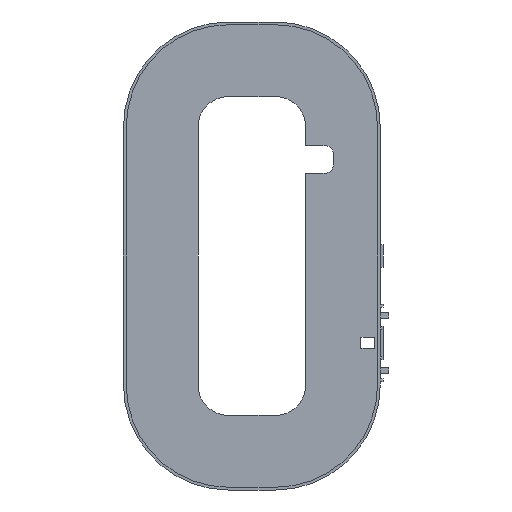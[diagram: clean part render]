
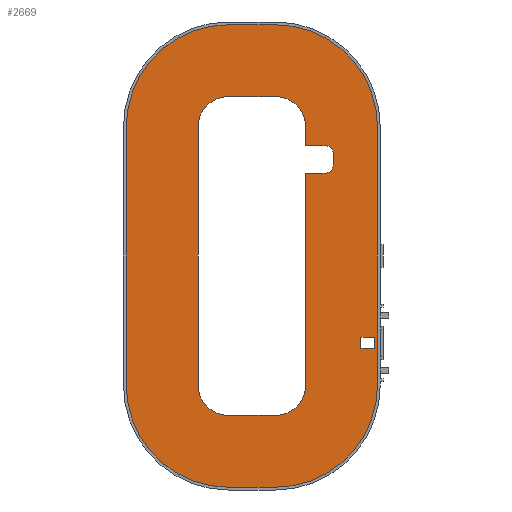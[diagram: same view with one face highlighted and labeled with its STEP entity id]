
A CAD part, front view. The second image highlights one B-rep face of the part: STEP entity #2669.
In plain terms, the highlighted planar face has unit normal (0, -1, 0).
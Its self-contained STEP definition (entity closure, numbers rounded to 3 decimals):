
#117=CIRCLE($,#2868,3.);
#118=CIRCLE($,#2871,3.);
#119=CIRCLE($,#2879,11.);
#120=CIRCLE($,#2880,11.);
#121=CIRCLE($,#2881,11.);
#122=CIRCLE($,#2882,11.);
#123=CIRCLE($,#2883,37.);
#124=CIRCLE($,#2884,37.);
#125=CIRCLE($,#2885,37.);
#126=CIRCLE($,#2886,37.);
#145=FACE_BOUND($,#413,.T.);
#146=FACE_BOUND($,#414,.T.);
#147=FACE_BOUND($,#415,.T.);
#413=EDGE_LOOP($,(#2287,#2288,#2289,#2290));
#414=EDGE_LOOP($,(#2291,#2292,#2293,#2294,#2295,#2296,#2297,#2298,#2299,
#2300,#2301,#2302,#2303,#2304));
#415=EDGE_LOOP($,(#2305,#2306,#2307,#2308,#2309,#2310,#2311,#2312));
#695=LINE($,#4316,#999);
#698=LINE($,#4324,#1002);
#699=LINE($,#4328,#1003);
#702=LINE($,#4333,#1006);
#704=LINE($,#4337,#1008);
#706=LINE($,#4340,#1010);
#707=LINE($,#4343,#1011);
#709=LINE($,#4347,#1013);
#710=LINE($,#4351,#1014);
#711=LINE($,#4355,#1015);
#712=LINE($,#4359,#1016);
#713=LINE($,#4362,#1017);
#714=LINE($,#4365,#1018);
#715=LINE($,#4369,#1019);
#716=LINE($,#4373,#1020);
#717=LINE($,#4377,#1021);
#999=VECTOR($,#3518,7.);
#1002=VECTOR($,#3527,4.);
#1003=VECTOR($,#3530,4.);
#1006=VECTOR($,#3535,5.);
#1008=VECTOR($,#3539,4.);
#1010=VECTOR($,#3543,5.);
#1011=VECTOR($,#3546,7.);
#1013=VECTOR($,#3550,76.75);
#1014=VECTOR($,#3553,17.);
#1015=VECTOR($,#3556,93.5);
#1016=VECTOR($,#3559,17.);
#1017=VECTOR($,#3562,6.75);
#1018=VECTOR($,#3563,17.);
#1019=VECTOR($,#3566,93.5);
#1020=VECTOR($,#3569,17.);
#1021=VECTOR($,#3572,93.5);
#1257=VERTEX_POINT($,#4308);
#1258=VERTEX_POINT($,#4310);
#1259=VERTEX_POINT($,#4314);
#1260=VERTEX_POINT($,#4318);
#1261=VERTEX_POINT($,#4320);
#1262=VERTEX_POINT($,#4326);
#1263=VERTEX_POINT($,#4327);
#1264=VERTEX_POINT($,#4332);
#1265=VERTEX_POINT($,#4336);
#1266=VERTEX_POINT($,#4342);
#1267=VERTEX_POINT($,#4346);
#1268=VERTEX_POINT($,#4348);
#1269=VERTEX_POINT($,#4350);
#1270=VERTEX_POINT($,#4352);
#1271=VERTEX_POINT($,#4354);
#1272=VERTEX_POINT($,#4356);
#1273=VERTEX_POINT($,#4358);
#1274=VERTEX_POINT($,#4360);
#1275=VERTEX_POINT($,#4363);
#1276=VERTEX_POINT($,#4364);
#1277=VERTEX_POINT($,#4366);
#1278=VERTEX_POINT($,#4368);
#1279=VERTEX_POINT($,#4370);
#1280=VERTEX_POINT($,#4372);
#1281=VERTEX_POINT($,#4374);
#1282=VERTEX_POINT($,#4376);
#1609=EDGE_CURVE($,#1257,#1258,#117,.T.);
#1612=EDGE_CURVE($,#1257,#1259,#695,.T.);
#1614=EDGE_CURVE($,#1260,#1261,#118,.T.);
#1616=EDGE_CURVE($,#1260,#1258,#698,.T.);
#1617=EDGE_CURVE($,#1262,#1263,#699,.T.);
#1620=EDGE_CURVE($,#1263,#1264,#702,.T.);
#1622=EDGE_CURVE($,#1264,#1265,#704,.T.);
#1624=EDGE_CURVE($,#1265,#1262,#706,.T.);
#1625=EDGE_CURVE($,#1266,#1261,#707,.T.);
#1627=EDGE_CURVE($,#1267,#1259,#709,.T.);
#1628=EDGE_CURVE($,#1267,#1268,#119,.T.);
#1629=EDGE_CURVE($,#1268,#1269,#710,.T.);
#1630=EDGE_CURVE($,#1270,#1269,#120,.T.);
#1631=EDGE_CURVE($,#1270,#1271,#711,.T.);
#1632=EDGE_CURVE($,#1271,#1272,#121,.T.);
#1633=EDGE_CURVE($,#1273,#1272,#712,.T.);
#1634=EDGE_CURVE($,#1274,#1273,#122,.T.);
#1635=EDGE_CURVE($,#1266,#1274,#713,.T.);
#1636=EDGE_CURVE($,#1275,#1276,#714,.T.);
#1637=EDGE_CURVE($,#1277,#1275,#123,.T.);
#1638=EDGE_CURVE($,#1277,#1278,#715,.T.);
#1639=EDGE_CURVE($,#1278,#1279,#124,.T.);
#1640=EDGE_CURVE($,#1279,#1280,#716,.T.);
#1641=EDGE_CURVE($,#1281,#1280,#125,.T.);
#1642=EDGE_CURVE($,#1282,#1281,#717,.T.);
#1643=EDGE_CURVE($,#1282,#1276,#126,.T.);
#2287=ORIENTED_EDGE($,*,*,#1622,.T.);
#2288=ORIENTED_EDGE($,*,*,#1624,.T.);
#2289=ORIENTED_EDGE($,*,*,#1617,.T.);
#2290=ORIENTED_EDGE($,*,*,#1620,.T.);
#2291=ORIENTED_EDGE($,*,*,#1625,.T.);
#2292=ORIENTED_EDGE($,*,*,#1614,.F.);
#2293=ORIENTED_EDGE($,*,*,#1616,.T.);
#2294=ORIENTED_EDGE($,*,*,#1609,.F.);
#2295=ORIENTED_EDGE($,*,*,#1612,.T.);
#2296=ORIENTED_EDGE($,*,*,#1627,.F.);
#2297=ORIENTED_EDGE($,*,*,#1628,.T.);
#2298=ORIENTED_EDGE($,*,*,#1629,.T.);
#2299=ORIENTED_EDGE($,*,*,#1630,.F.);
#2300=ORIENTED_EDGE($,*,*,#1631,.T.);
#2301=ORIENTED_EDGE($,*,*,#1632,.T.);
#2302=ORIENTED_EDGE($,*,*,#1633,.F.);
#2303=ORIENTED_EDGE($,*,*,#1634,.F.);
#2304=ORIENTED_EDGE($,*,*,#1635,.F.);
#2305=ORIENTED_EDGE($,*,*,#1636,.F.);
#2306=ORIENTED_EDGE($,*,*,#1637,.F.);
#2307=ORIENTED_EDGE($,*,*,#1638,.T.);
#2308=ORIENTED_EDGE($,*,*,#1639,.T.);
#2309=ORIENTED_EDGE($,*,*,#1640,.T.);
#2310=ORIENTED_EDGE($,*,*,#1641,.F.);
#2311=ORIENTED_EDGE($,*,*,#1642,.F.);
#2312=ORIENTED_EDGE($,*,*,#1643,.T.);
#2537=PLANE($,#2878);
#2669=ADVANCED_FACE($,(#145,#146,#147),#2537,.T.);
#2868=AXIS2_PLACEMENT_3D($,#4311,#3512,#3513);
#2871=AXIS2_PLACEMENT_3D($,#4321,#3522,#3523);
#2878=AXIS2_PLACEMENT_3D($,#4345,#3548,#3549);
#2879=AXIS2_PLACEMENT_3D($,#4349,#3551,#3552);
#2880=AXIS2_PLACEMENT_3D($,#4353,#3554,#3555);
#2881=AXIS2_PLACEMENT_3D($,#4357,#3557,#3558);
#2882=AXIS2_PLACEMENT_3D($,#4361,#3560,#3561);
#2883=AXIS2_PLACEMENT_3D($,#4367,#3564,#3565);
#2884=AXIS2_PLACEMENT_3D($,#4371,#3567,#3568);
#2885=AXIS2_PLACEMENT_3D($,#4375,#3570,#3571);
#2886=AXIS2_PLACEMENT_3D($,#4378,#3573,#3574);
#3512=DIRECTION('center_axis',(0.,-1.,0.));
#3513=DIRECTION('ref_axis',(0.707,0.,-0.707));
#3518=DIRECTION($,(-1.,0.,0.));
#3522=DIRECTION('center_axis',(0.,-1.,0.));
#3523=DIRECTION('ref_axis',(0.707,0.,0.707));
#3527=DIRECTION($,(0.,0.,-1.));
#3530=DIRECTION($,(0.,0.,-1.));
#3535=DIRECTION($,(-1.,0.,0.));
#3539=DIRECTION($,(0.,0.,1.));
#3543=DIRECTION($,(1.,0.,0.));
#3546=DIRECTION($,(1.,0.,0.));
#3548=DIRECTION('center_axis',(0.,-1.,0.));
#3549=DIRECTION('ref_axis',(1.,0.,0.));
#3550=DIRECTION($,(0.,0.,1.));
#3551=DIRECTION('center_axis',(0.,1.,0.));
#3552=DIRECTION('ref_axis',(1.,0.,0.));
#3553=DIRECTION($,(-1.,0.,0.));
#3554=DIRECTION('center_axis',(0.,-1.,0.));
#3555=DIRECTION('ref_axis',(-1.,0.,0.));
#3556=DIRECTION($,(0.,0.,1.));
#3557=DIRECTION('center_axis',(0.,1.,0.));
#3558=DIRECTION('ref_axis',(-1.,0.,0.));
#3559=DIRECTION($,(-1.,0.,0.));
#3560=DIRECTION('center_axis',(0.,-1.,0.));
#3561=DIRECTION('ref_axis',(1.,0.,0.));
#3562=DIRECTION($,(0.,0.,1.));
#3563=DIRECTION($,(-1.,0.,0.));
#3564=DIRECTION('center_axis',(0.,1.,0.));
#3565=DIRECTION('ref_axis',(1.,0.,0.));
#3566=DIRECTION($,(0.,0.,1.));
#3567=DIRECTION('center_axis',(0.,-1.,0.));
#3568=DIRECTION('ref_axis',(1.,0.,0.));
#3569=DIRECTION($,(-1.,0.,0.));
#3570=DIRECTION('center_axis',(0.,1.,0.));
#3571=DIRECTION('ref_axis',(-1.,0.,0.));
#3572=DIRECTION($,(0.,0.,1.));
#3573=DIRECTION('center_axis',(0.,-1.,0.));
#3574=DIRECTION('ref_axis',(-1.,0.,0.));
#4308=CARTESIAN_POINT('',(-19.,57.5,30.));
#4310=CARTESIAN_POINT('',(-16.,57.5,33.));
#4311=CARTESIAN_POINT('Origin',(-19.,57.5,33.));
#4314=CARTESIAN_POINT('',(-26.,57.5,30.));
#4316=CARTESIAN_POINT($,(-26.,57.5,30.));
#4318=CARTESIAN_POINT('',(-16.,57.5,37.));
#4320=CARTESIAN_POINT('',(-19.,57.5,40.));
#4321=CARTESIAN_POINT('Origin',(-19.,57.5,37.));
#4324=CARTESIAN_POINT($,(-16.,57.5,15.));
#4326=CARTESIAN_POINT('',(-1.,57.5,-29.5));
#4327=CARTESIAN_POINT('',(-1.,57.5,-33.5));
#4328=CARTESIAN_POINT($,(-1.,57.5,-16.75));
#4332=CARTESIAN_POINT('',(-6.,57.5,-33.5));
#4333=CARTESIAN_POINT($,(-16.,57.5,-33.5));
#4336=CARTESIAN_POINT('',(-6.,57.5,-29.5));
#4337=CARTESIAN_POINT($,(-6.,57.5,-14.75));
#4340=CARTESIAN_POINT($,(-13.5,57.5,-29.5));
#4342=CARTESIAN_POINT('',(-26.,57.5,40.));
#4343=CARTESIAN_POINT($,(-21.,57.5,40.));
#4345=CARTESIAN_POINT('Origin',(-26.,57.5,0.));
#4346=CARTESIAN_POINT('',(-26.,57.5,-46.75));
#4347=CARTESIAN_POINT($,(-26.,57.5,0.));
#4348=CARTESIAN_POINT('',(-37.,57.5,-57.75));
#4349=CARTESIAN_POINT('Origin',(-37.,57.5,-46.75));
#4350=CARTESIAN_POINT('',(-54.,57.5,-57.75));
#4351=CARTESIAN_POINT($,(-37.,57.5,-57.75));
#4352=CARTESIAN_POINT('',(-65.,57.5,-46.75));
#4353=CARTESIAN_POINT('Origin',(-54.,57.5,-46.75));
#4354=CARTESIAN_POINT('',(-65.,57.5,46.75));
#4355=CARTESIAN_POINT($,(-65.,57.5,0.));
#4356=CARTESIAN_POINT('',(-54.,57.5,57.75));
#4357=CARTESIAN_POINT('Origin',(-54.,57.5,46.75));
#4358=CARTESIAN_POINT('',(-37.,57.5,57.75));
#4359=CARTESIAN_POINT($,(-37.,57.5,57.75));
#4360=CARTESIAN_POINT('',(-26.,57.5,46.75));
#4361=CARTESIAN_POINT('Origin',(-37.,57.5,46.75));
#4362=CARTESIAN_POINT($,(-26.,57.5,0.));
#4363=CARTESIAN_POINT('',(-37.,57.5,-83.75));
#4364=CARTESIAN_POINT('',(-54.,57.5,-83.75));
#4365=CARTESIAN_POINT($,(-37.,57.5,-83.75));
#4366=CARTESIAN_POINT('',(0.,57.5,-46.75));
#4367=CARTESIAN_POINT('Origin',(-37.,57.5,-46.75));
#4368=CARTESIAN_POINT('',(0.,57.5,46.75));
#4369=CARTESIAN_POINT($,(0.,57.5,0.));
#4370=CARTESIAN_POINT('',(-37.,57.5,83.75));
#4371=CARTESIAN_POINT('Origin',(-37.,57.5,46.75));
#4372=CARTESIAN_POINT('',(-54.,57.5,83.75));
#4373=CARTESIAN_POINT($,(-37.,57.5,83.75));
#4374=CARTESIAN_POINT('',(-91.,57.5,46.75));
#4375=CARTESIAN_POINT('Origin',(-54.,57.5,46.75));
#4376=CARTESIAN_POINT('',(-91.,57.5,-46.75));
#4377=CARTESIAN_POINT($,(-91.,57.5,0.));
#4378=CARTESIAN_POINT('Origin',(-54.,57.5,-46.75));
